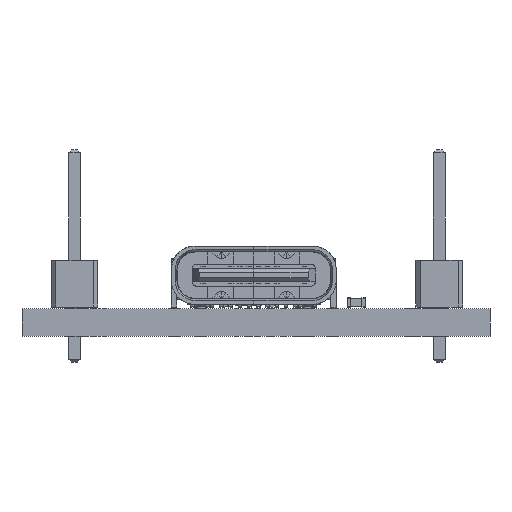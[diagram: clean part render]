
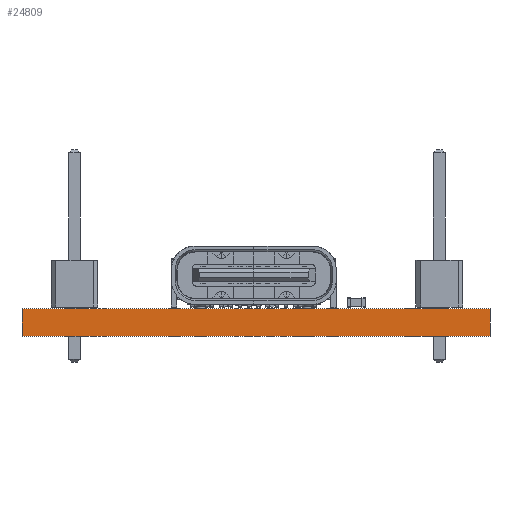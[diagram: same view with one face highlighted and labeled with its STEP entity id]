
A CAD part, front view. The second image highlights one B-rep face of the part: STEP entity #24809.
In plain terms, the highlighted planar face has unit normal (0, -1, 0).
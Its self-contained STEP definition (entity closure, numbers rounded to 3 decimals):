
#24809 = ADVANCED_FACE('',(#24810),#24844,.T.);
#24810 = FACE_BOUND('',#24811,.T.);
#24811 = EDGE_LOOP('',(#24812,#24822,#24830,#24838));
#24812 = ORIENTED_EDGE('',*,*,#24813,.T.);
#24813 = EDGE_CURVE('',#24814,#24816,#24818,.T.);
#24814 = VERTEX_POINT('',#24815);
#24815 = CARTESIAN_POINT('',(157.48,-130.247,0.));
#24816 = VERTEX_POINT('',#24817);
#24817 = CARTESIAN_POINT('',(157.48,-130.247,1.51));
#24818 = LINE('',#24819,#24820);
#24819 = CARTESIAN_POINT('',(157.48,-130.247,0.));
#24820 = VECTOR('',#24821,1.);
#24821 = DIRECTION('',(0.,0.,1.));
#24822 = ORIENTED_EDGE('',*,*,#24823,.T.);
#24823 = EDGE_CURVE('',#24816,#24824,#24826,.T.);
#24824 = VERTEX_POINT('',#24825);
#24825 = CARTESIAN_POINT('',(132.08,-130.247,1.51));
#24826 = LINE('',#24827,#24828);
#24827 = CARTESIAN_POINT('',(157.48,-130.247,1.51));
#24828 = VECTOR('',#24829,1.);
#24829 = DIRECTION('',(-1.,0.,0.));
#24830 = ORIENTED_EDGE('',*,*,#24831,.F.);
#24831 = EDGE_CURVE('',#24832,#24824,#24834,.T.);
#24832 = VERTEX_POINT('',#24833);
#24833 = CARTESIAN_POINT('',(132.08,-130.247,0.));
#24834 = LINE('',#24835,#24836);
#24835 = CARTESIAN_POINT('',(132.08,-130.247,0.));
#24836 = VECTOR('',#24837,1.);
#24837 = DIRECTION('',(0.,0.,1.));
#24838 = ORIENTED_EDGE('',*,*,#24839,.F.);
#24839 = EDGE_CURVE('',#24814,#24832,#24840,.T.);
#24840 = LINE('',#24841,#24842);
#24841 = CARTESIAN_POINT('',(157.48,-130.247,0.));
#24842 = VECTOR('',#24843,1.);
#24843 = DIRECTION('',(-1.,0.,0.));
#24844 = PLANE('',#24845);
#24845 = AXIS2_PLACEMENT_3D('',#24846,#24847,#24848);
#24846 = CARTESIAN_POINT('',(157.48,-130.247,0.));
#24847 = DIRECTION('',(0.,-1.,0.));
#24848 = DIRECTION('',(-1.,0.,0.));
